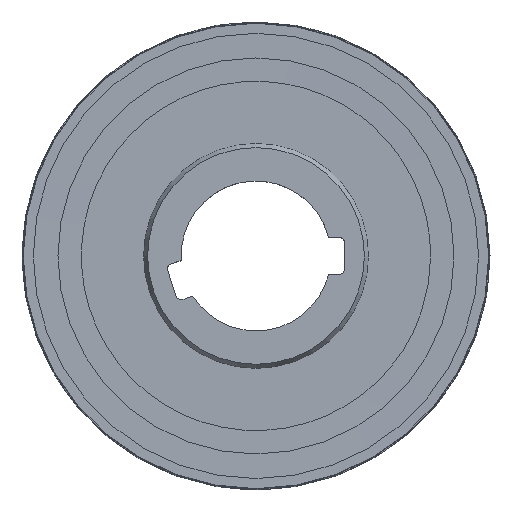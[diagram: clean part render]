
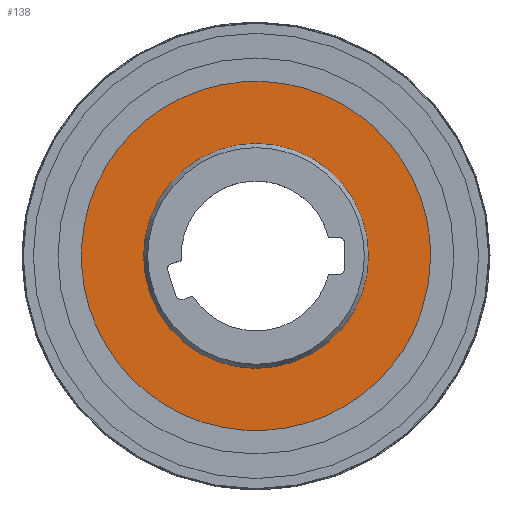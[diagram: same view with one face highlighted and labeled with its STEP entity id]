
A CAD part, top view. The second image highlights one B-rep face of the part: STEP entity #138.
In plain terms, the highlighted planar face has unit normal (0, 0, 1).
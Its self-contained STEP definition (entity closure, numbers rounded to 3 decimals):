
#138=ADVANCED_FACE('',(#191,#192),#178,.F.);
#178=PLANE('',#655);
#191=FACE_BOUND('',#249,.T.);
#192=FACE_BOUND('',#250,.T.);
#249=EDGE_LOOP('',(#366));
#250=EDGE_LOOP('',(#367));
#322=CIRCLE('',#652,24.);
#323=CIRCLE('',#654,48.5);
#366=ORIENTED_EDGE('',*,*,#544,.T.);
#367=ORIENTED_EDGE('',*,*,#545,.F.);
#492=VERTEX_POINT('',#894);
#493=VERTEX_POINT('',#897);
#544=EDGE_CURVE('',#492,#492,#322,.T.);
#545=EDGE_CURVE('',#493,#493,#323,.T.);
#652=AXIS2_PLACEMENT_3D('',#893,#727,#728);
#654=AXIS2_PLACEMENT_3D('',#896,#731,#732);
#655=AXIS2_PLACEMENT_3D('',#898,#733,#734);
#727=DIRECTION('',(0.,0.,-1.));
#728=DIRECTION('',(-1.,0.,0.));
#731=DIRECTION('',(0.,0.,-1.));
#732=DIRECTION('',(-1.,0.,0.));
#733=DIRECTION('',(0.,0.,-1.));
#734=DIRECTION('',(-1.,0.,0.));
#893=CARTESIAN_POINT('',(0.,0.,4.5));
#894=CARTESIAN_POINT('',(-24.,0.,4.5));
#896=CARTESIAN_POINT('',(0.,0.,4.5));
#897=CARTESIAN_POINT('',(-48.5,0.,4.5));
#898=CARTESIAN_POINT('',(24.,0.,4.5));
